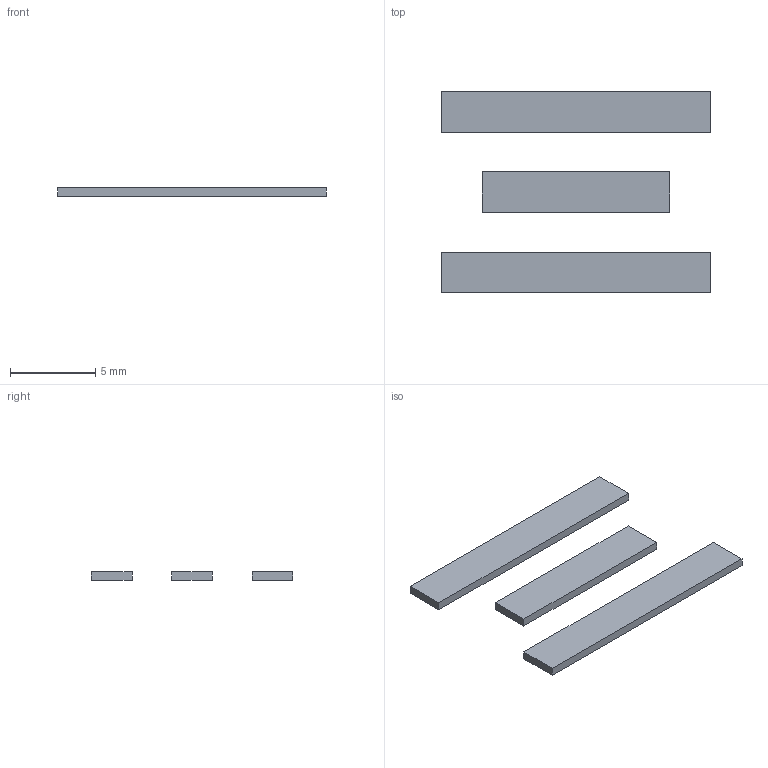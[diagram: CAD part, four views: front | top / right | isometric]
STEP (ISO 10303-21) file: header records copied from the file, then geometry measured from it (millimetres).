
FILE_DESCRIPTION(('FreeCAD Model'),'2;1');
FILE_NAME('h.step','2016-05-27T14:01:29',('Author'),(''), 'Open CASCADE STEP processor 6.8','FreeCAD','Unknown');
FILE_SCHEMA(('AUTOMOTIVE_DESIGN_CC2 { 1 2 10303 214 -1 1 5 4 }'));
Length unit declared in the file: millimetre
Products named in the file (4): ASSEMBLY; Extrude; Extrude001; Extrude002
Assembly tree (3 placements, depth 2):
  ASSEMBLY
    Extrude
    Extrude001
    Extrude002
Bounding box: 15.78 x 11.84 x 0.5 mm (x, y, z)
Volume: 50.7 mm3; surface area: 252.5 mm2
Topology: 3 solids, 3 shells, 18 faces, 36 edges, 24 vertices
Faces by surface type: extrusion 12, plane 6
Entity records: 983 total; most frequent: CARTESIAN_POINT 214, DIRECTION 92, ORIENTED_EDGE 72, VECTOR 72, PCURVE 72, DEFINITIONAL_REPRESENTATION 72, LINE 60, B_SPLINE_CURVE_WITH_KNOTS 60
